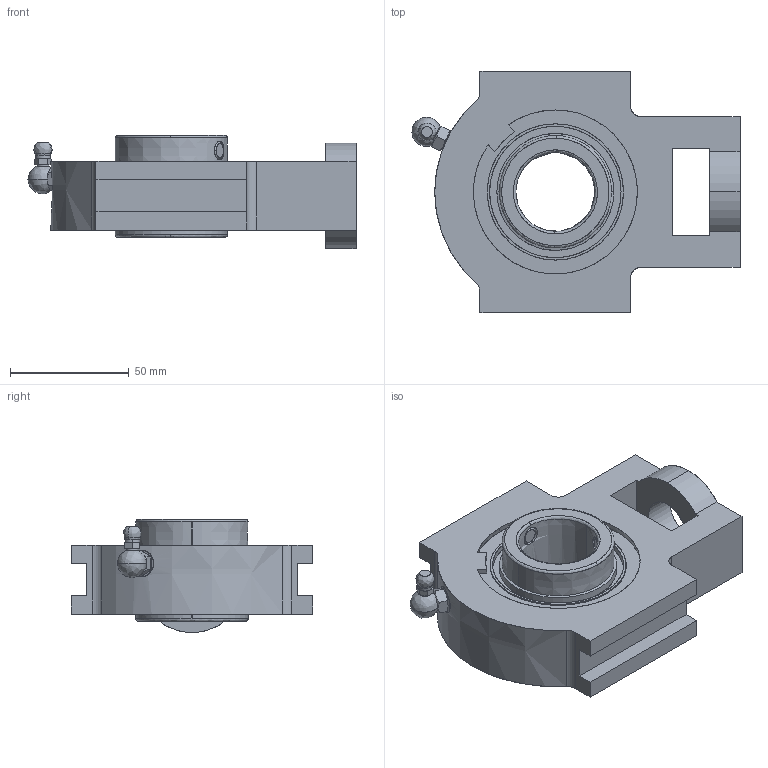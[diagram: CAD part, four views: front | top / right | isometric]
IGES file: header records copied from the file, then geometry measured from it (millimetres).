
Start section: SolidWorks IGES file using analytic representation for surfaces
Global section: file name: STDEFAU0315638265433.igs; native system: SolidWorks 2010; preprocessor: SolidWorks 2010; author: partstream; date: 100315.063826; units: millimetre
Bounding box: 138.18 x 101.6 x 47.62 mm (x, y, z)
Surface area: 46860.5 mm2 (no closed solid volume)
Topology: 0 solids, 0 shells, 166 faces, 2850 edges, 2848 vertices
Faces by surface type: bspline 90, revolution 76
